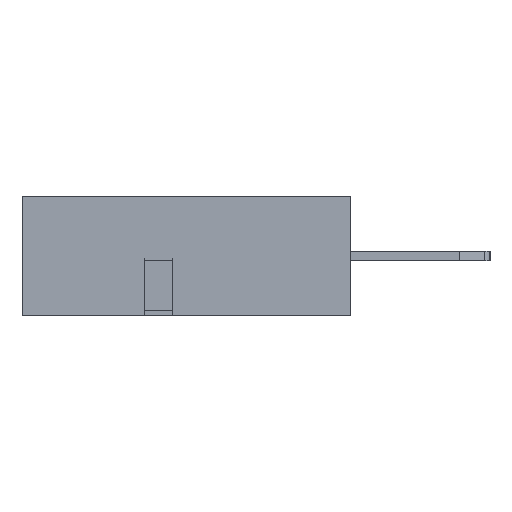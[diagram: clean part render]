
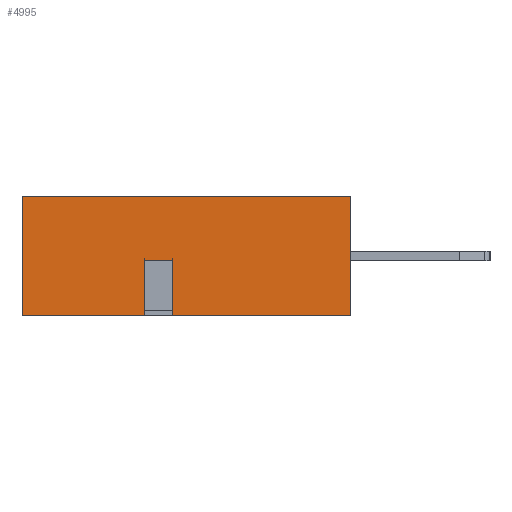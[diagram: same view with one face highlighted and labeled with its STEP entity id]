
A CAD part, left-side view. The second image highlights one B-rep face of the part: STEP entity #4995.
In plain terms, the highlighted planar face has unit normal (-1, 0, 0).
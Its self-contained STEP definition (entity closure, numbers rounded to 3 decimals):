
#1=DIRECTION('',(0.,0.,-1.));
#2=VECTOR('',#1,2.54);
#3=CARTESIAN_POINT('',(-8.85,0.,1.27));
#4=LINE('3955',#3,#2);
#129=DIRECTION('',(0.,-1.,0.));
#130=VECTOR('',#129,7.);
#131=CARTESIAN_POINT('',(-8.85,0.,1.27));
#132=LINE('4022',#131,#130);
#133=DIRECTION('',(0.,1.,0.));
#134=VECTOR('',#133,3.8);
#135=CARTESIAN_POINT('',(-8.85,-7.,-1.27));
#136=LINE('4065',#135,#134);
#137=DIRECTION('',(0.,0.,1.));
#138=VECTOR('',#137,1.171);
#139=CARTESIAN_POINT('',(-8.85,-3.2,-1.27));
#140=LINE('4044',#139,#138);
#141=DIRECTION('',(0.,-1.,0.));
#142=VECTOR('',#141,0.6);
#143=CARTESIAN_POINT('',(-8.85,-2.6,-0.099));
#144=LINE('4180',#143,#142);
#145=DIRECTION('',(0.,0.,1.));
#146=VECTOR('',#145,1.171);
#147=CARTESIAN_POINT('',(-8.85,-2.6,-1.27));
#148=LINE('4043',#147,#146);
#425=DIRECTION('',(0.,-1.,0.));
#426=VECTOR('',#425,2.6);
#427=CARTESIAN_POINT('',(-8.85,0.,-1.27));
#428=LINE('4064',#427,#426);
#741=DIRECTION('',(0.,0.,-1.));
#742=VECTOR('',#741,2.54);
#743=CARTESIAN_POINT('',(-8.85,-7.,1.27));
#744=LINE('4019',#743,#742);
#3751=CARTESIAN_POINT('',(-8.85,0.,1.27));
#3752=CARTESIAN_POINT('',(-8.85,0.,-1.27));
#3753=VERTEX_POINT('',#3751);
#3754=VERTEX_POINT('',#3752);
#3941=CARTESIAN_POINT('',(-8.85,-7.,1.27));
#3942=CARTESIAN_POINT('',(-8.85,-7.,-1.27));
#3943=VERTEX_POINT('',#3941);
#3944=VERTEX_POINT('',#3942);
#3993=CARTESIAN_POINT('',(-8.85,-2.6,-1.27));
#3994=CARTESIAN_POINT('',(-8.85,-2.6,-0.099));
#3995=VERTEX_POINT('',#3993);
#3996=VERTEX_POINT('',#3994);
#3997=CARTESIAN_POINT('',(-8.85,-3.2,-1.27));
#3998=CARTESIAN_POINT('',(-8.85,-3.2,-0.099));
#3999=VERTEX_POINT('',#3997);
#4000=VERTEX_POINT('',#3998);
#4973=CARTESIAN_POINT('',(-8.85,0.,1.27));
#4974=DIRECTION('',(-1.,0.,0.));
#4975=DIRECTION('',(0.,0.,-1.));
#4976=AXIS2_PLACEMENT_3D('',#4973,#4974,#4975);
#4977=PLANE('3577',#4976);
#4979=ORIENTED_EDGE('4022',*,*,#4978,.T.);
#4981=ORIENTED_EDGE('4019',*,*,#4980,.T.);
#4983=ORIENTED_EDGE('4065',*,*,#4982,.T.);
#4985=ORIENTED_EDGE('4044',*,*,#4984,.T.);
#4987=ORIENTED_EDGE('4180',*,*,#4986,.F.);
#4989=ORIENTED_EDGE('4043',*,*,#4988,.F.);
#4991=ORIENTED_EDGE('4064',*,*,#4990,.F.);
#4992=ORIENTED_EDGE('3955',*,*,#4892,.F.);
#4993=EDGE_LOOP('3577',(#4979,#4981,#4983,#4985,#4987,#4989,#4991,#4992));
#4994=FACE_OUTER_BOUND('3577',#4993,.F.);
#4995=ADVANCED_FACE('3577',(#4994),#4977,.T.);
#4892=EDGE_CURVE('3955',#3753,#3754,#4,.T.);
#4978=EDGE_CURVE('4022',#3753,#3943,#132,.T.);
#4980=EDGE_CURVE('4019',#3943,#3944,#744,.T.);
#4982=EDGE_CURVE('4065',#3944,#3999,#136,.T.);
#4984=EDGE_CURVE('4044',#3999,#4000,#140,.T.);
#4986=EDGE_CURVE('4180',#3996,#4000,#144,.T.);
#4988=EDGE_CURVE('4043',#3995,#3996,#148,.T.);
#4990=EDGE_CURVE('4064',#3754,#3995,#428,.T.);
